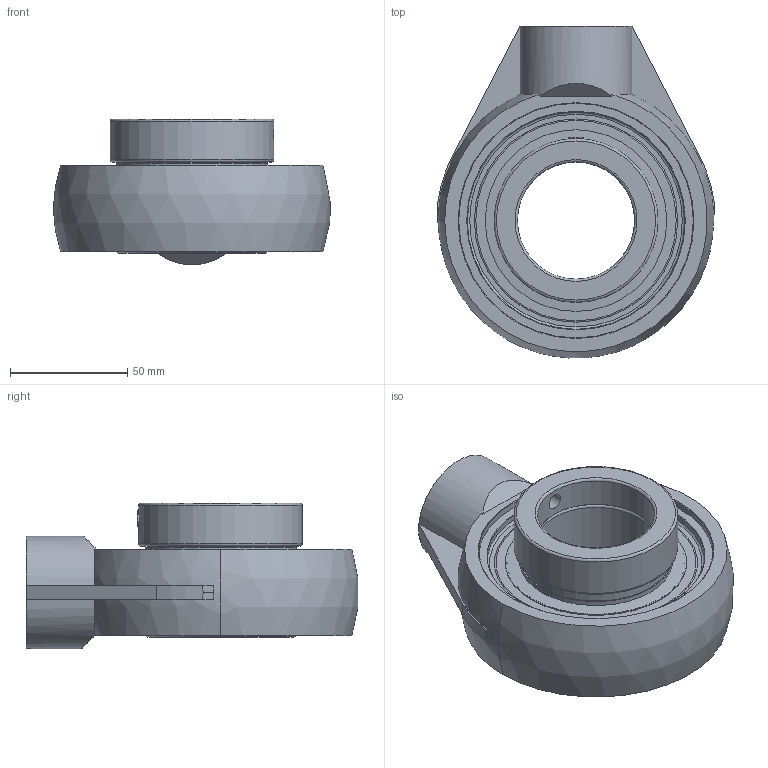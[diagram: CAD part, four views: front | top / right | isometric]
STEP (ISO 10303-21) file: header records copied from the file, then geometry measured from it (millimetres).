
FILE_DESCRIPTION(('HOOPS Exchange Step'),'2;1');
FILE_NAME('export-F5D3ED44-4F75-4B5D-AA03-6F5B4FECAD21.stp','2020-05-20T08:26:51-07:00',('dkerr'),('Alibre'),'HOOPS Exchange 2020.0','Alibre','Unknown authorisation');
FILE_SCHEMA( ('AP242_MANAGED_MODEL_BASED_3D_ENGINEERING_MIM_LF {1 0 10303 442 1 1 4 }') );
Length unit declared in the file: inch
Products named in the file (8): MRN SHAM L4L 210; SNC 210 (Ball Bearing); SNC 210 (Shield); SNC 210 (Setscrew); SNC 210 (Collar); SNC 210 L4L (50mm) (Race); MRN SNC 210 L4L (50mm); MRN SNCSHAM 210 L4L (50mm)
Assembly tree (8 placements, depth 3):
  MRN SNCSHAM 210 L4L (50mm)
    MRN SHAM L4L 210
    MRN SNC 210 L4L (50mm)
      SNC 210 (Ball Bearing)
      SNC 210 (Shield)  x2
      SNC 210 (Setscrew)
      SNC 210 (Collar)
      SNC 210 L4L (50mm) (Race)
Bounding box: 118 x 141.58 x 62.08 mm (x, y, z)
Volume: 311375.6 mm3; surface area: 97531.1 mm2
Topology: 17 solids, 17 shells, 139 faces, 373 edges, 246 vertices
Faces by surface type: plane 44, cylinder 41, sphere 19, torus 17, cone 14, bspline 4
Full cylindrical faces by diameter (mm): 6.782 x3, 25.4 x1, 50 x2, 59.385 x2, 64.516 x4, 65.278 x2, 69.901 x1, 76.2 x2, 77.47 x2, 92.741 x1, 94.741 x1, 100.1 x1
Entity records: 6479 total; most frequent: CARTESIAN_POINT 2915, DIRECTION 779, ORIENTED_EDGE 650, AXIS2_PLACEMENT_3D 338, EDGE_CURVE 325, VERTEX_POINT 232, CIRCLE 184, EDGE_LOOP 151
